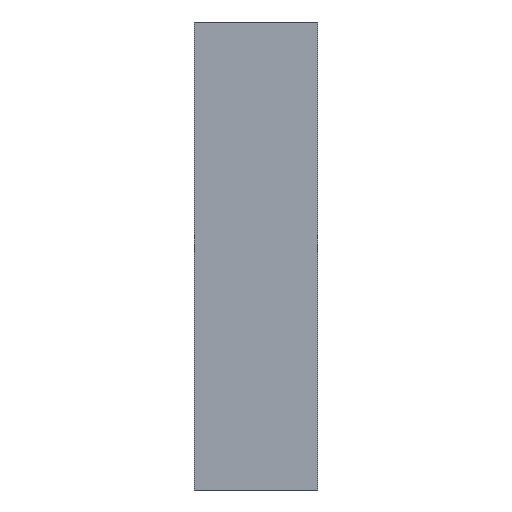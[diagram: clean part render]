
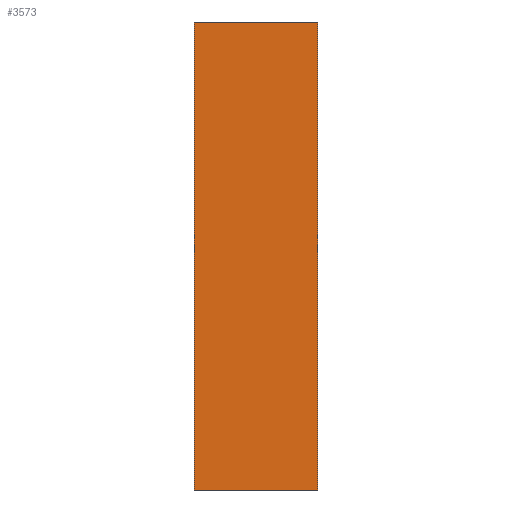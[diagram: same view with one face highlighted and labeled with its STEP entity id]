
A CAD part, front view. The second image highlights one B-rep face of the part: STEP entity #3573.
In plain terms, the highlighted planar face has unit normal (0, -1, 0).
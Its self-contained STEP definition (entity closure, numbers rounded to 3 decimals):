
#38=PLANE('',#3816);
#281=LINE('',#5631,#623);
#284=LINE('',#5637,#626);
#286=LINE('',#5640,#628);
#287=LINE('',#5641,#629);
#623=VECTOR('',#4339,10.);
#626=VECTOR('',#4344,10.);
#628=VECTOR('',#4348,10.);
#629=VECTOR('',#4349,10.);
#938=FACE_OUTER_BOUND('',#1131,.T.);
#1131=EDGE_LOOP('',(#2631,#2632,#2633,#2634));
#1627=VERTEX_POINT('',#5628);
#1628=VERTEX_POINT('',#5630);
#1629=VERTEX_POINT('',#5634);
#1630=VERTEX_POINT('',#5636);
#2021=EDGE_CURVE('',#1628,#1627,#281,.T.);
#2024=EDGE_CURVE('',#1630,#1629,#284,.T.);
#2026=EDGE_CURVE('',#1627,#1630,#286,.T.);
#2027=EDGE_CURVE('',#1629,#1628,#287,.T.);
#2631=ORIENTED_EDGE('',*,*,#2026,.T.);
#2632=ORIENTED_EDGE('',*,*,#2024,.T.);
#2633=ORIENTED_EDGE('',*,*,#2027,.T.);
#2634=ORIENTED_EDGE('',*,*,#2021,.T.);
#3573=ADVANCED_FACE('',(#938),#38,.T.);
#3816=AXIS2_PLACEMENT_3D('',#5639,#4346,#4347);
#4339=DIRECTION('',(-1.,0.,0.));
#4344=DIRECTION('',(1.,0.,0.));
#4346=DIRECTION('center_axis',(0.,-1.,0.));
#4347=DIRECTION('ref_axis',(0.,0.,-1.));
#4348=DIRECTION('',(0.,0.,-1.));
#4349=DIRECTION('',(0.,0.,1.));
#5628=CARTESIAN_POINT('',(-5.24,-40.,10.82));
#5630=CARTESIAN_POINT('',(-1.26,-40.,10.82));
#5631=CARTESIAN_POINT('',(-5.24,-40.,10.82));
#5634=CARTESIAN_POINT('',(-1.26,-40.,-4.32));
#5636=CARTESIAN_POINT('',(-5.24,-40.,-4.32));
#5637=CARTESIAN_POINT('',(-5.24,-40.,-4.32));
#5639=CARTESIAN_POINT('Origin',(-3.25,-40.,3.25));
#5640=CARTESIAN_POINT('',(-5.24,-40.,5.82));
#5641=CARTESIAN_POINT('',(-1.26,-40.,0.68));
